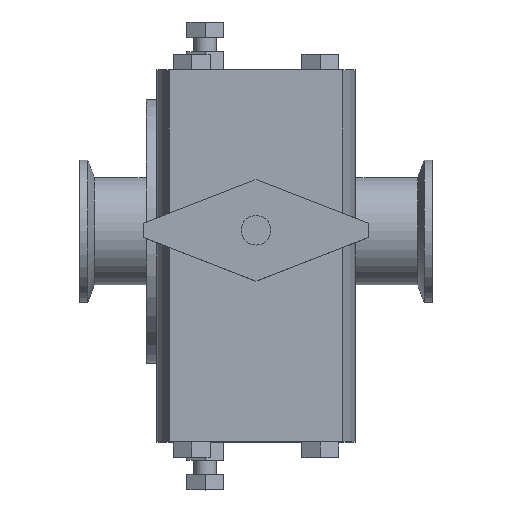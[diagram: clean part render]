
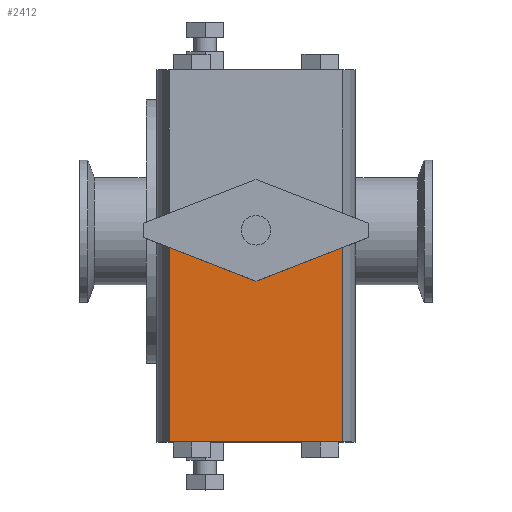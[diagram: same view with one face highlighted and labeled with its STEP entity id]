
A CAD part, top view. The second image highlights one B-rep face of the part: STEP entity #2412.
In plain terms, the highlighted planar face has unit normal (0, 0, 1).
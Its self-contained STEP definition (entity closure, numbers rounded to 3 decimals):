
#73=PLANE('',#2617);
#223=FACE_OUTER_BOUND('',#376,.T.);
#376=EDGE_LOOP('',(#1845,#1846,#1847,#1848,#1849));
#572=LINE('',#3710,#855);
#573=LINE('',#3712,#856);
#580=LINE('',#3726,#863);
#581=LINE('',#3728,#864);
#582=LINE('',#3729,#865);
#855=VECTOR('',#2923,10.);
#856=VECTOR('',#2926,10.);
#863=VECTOR('',#2941,10.);
#864=VECTOR('',#2942,10.);
#865=VECTOR('',#2943,10.);
#1150=VERTEX_POINT('',#3676);
#1155=VERTEX_POINT('',#3686);
#1163=VERTEX_POINT('',#3708);
#1166=VERTEX_POINT('',#3725);
#1167=VERTEX_POINT('',#3727);
#1413=EDGE_CURVE('',#1150,#1163,#572,.T.);
#1414=EDGE_CURVE('',#1163,#1155,#573,.T.);
#1421=EDGE_CURVE('',#1155,#1166,#580,.T.);
#1422=EDGE_CURVE('',#1166,#1167,#581,.T.);
#1423=EDGE_CURVE('',#1167,#1150,#582,.T.);
#1845=ORIENTED_EDGE('',*,*,#1414,.T.);
#1846=ORIENTED_EDGE('',*,*,#1421,.T.);
#1847=ORIENTED_EDGE('',*,*,#1422,.T.);
#1848=ORIENTED_EDGE('',*,*,#1423,.T.);
#1849=ORIENTED_EDGE('',*,*,#1413,.T.);
#2412=ADVANCED_FACE('',(#223),#73,.T.);
#2617=AXIS2_PLACEMENT_3D('',#3724,#2939,#2940);
#2923=DIRECTION('',(-0.932,-0.361,0.));
#2926=DIRECTION('',(-0.932,0.361,0.));
#2939=DIRECTION('center_axis',(0.,0.,1.));
#2940=DIRECTION('ref_axis',(1.,0.,0.));
#2941=DIRECTION('',(0.,-1.,0.));
#2942=DIRECTION('',(1.,0.,0.));
#2943=DIRECTION('',(0.,1.,0.));
#3676=CARTESIAN_POINT('',(30.8,-6.065,167.501));
#3686=CARTESIAN_POINT('',(-30.8,-6.065,167.501));
#3708=CARTESIAN_POINT('',(0.,-18.,167.501));
#3710=CARTESIAN_POINT('',(1.516,-17.413,167.501));
#3712=CARTESIAN_POINT('',(-21.516,-9.663,167.501));
#3724=CARTESIAN_POINT('Origin',(0.,-9.,167.501));
#3725=CARTESIAN_POINT('',(-30.8,-75.,167.501));
#3726=CARTESIAN_POINT('',(-30.8,-9.,167.501));
#3727=CARTESIAN_POINT('',(30.8,-75.,167.501));
#3728=CARTESIAN_POINT('',(30.8,-75.,167.501));
#3729=CARTESIAN_POINT('',(30.8,-9.,167.501));
